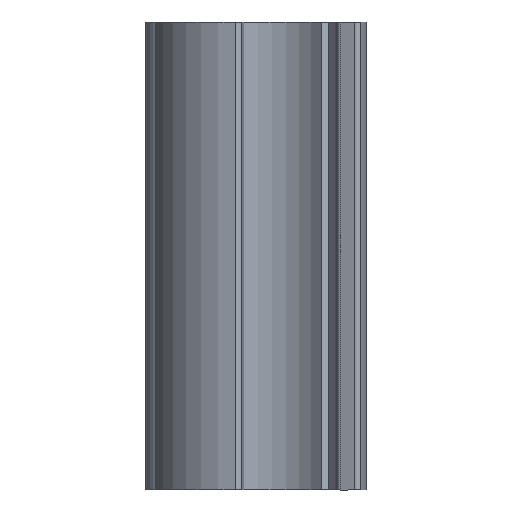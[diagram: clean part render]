
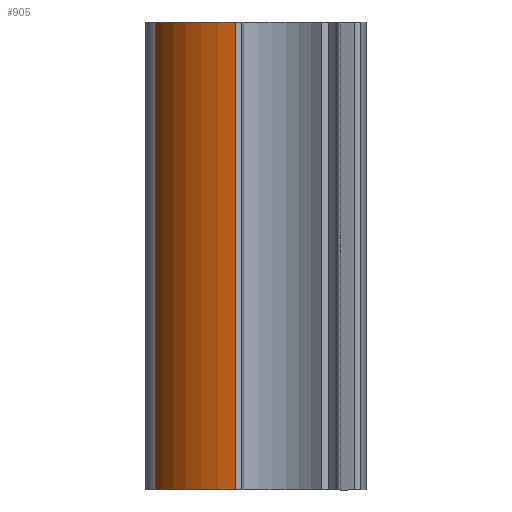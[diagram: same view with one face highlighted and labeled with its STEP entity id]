
A CAD part, front view. The second image highlights one B-rep face of the part: STEP entity #905.
In plain terms, the highlighted cylindrical face has radius 6.5 mm (diameter 13 mm), a partial arc.
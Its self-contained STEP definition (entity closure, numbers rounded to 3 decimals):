
#19 = CARTESIAN_POINT ( 'NONE',  ( 0., 0., -14. ) ) ;
#20 = CIRCLE ( 'NONE', #603, 6.5 ) ;
#39 = FACE_OUTER_BOUND ( 'NONE', #77, .T. ) ;
#77 = EDGE_LOOP ( 'NONE', ( #454, #170, #1225, #1382 ) ) ;
#119 = DIRECTION ( 'NONE',  ( 0., 0., 1. ) ) ;
#168 = EDGE_CURVE ( 'NONE', #347, #535, #532, .T. ) ;
#170 = ORIENTED_EDGE ( 'NONE', *, *, #714, .T. ) ;
#196 = CARTESIAN_POINT ( 'NONE',  ( -1.326, -6.363, 14. ) ) ;
#223 = DIRECTION ( 'NONE',  ( 0., 0., 1. ) ) ;
#347 = VERTEX_POINT ( 'NONE', #755 ) ;
#352 = DIRECTION ( 'NONE',  ( 1., 0., 0. ) ) ;
#415 = CYLINDRICAL_SURFACE ( 'NONE', #871, 6.5 ) ;
#432 = DIRECTION ( 'NONE',  ( 0., 0., -1. ) ) ;
#454 = ORIENTED_EDGE ( 'NONE', *, *, #1125, .T. ) ;
#455 = VECTOR ( 'NONE', #223, 1000. ) ;
#484 = CARTESIAN_POINT ( 'NONE',  ( 0., 0., 0. ) ) ;
#518 = DIRECTION ( 'NONE',  ( 1., 0., 0. ) ) ;
#532 = LINE ( 'NONE', #1500, #455 ) ;
#535 = VERTEX_POINT ( 'NONE', #196 ) ;
#562 = EDGE_CURVE ( 'NONE', #1464, #535, #1005, .T. ) ;
#564 = DIRECTION ( 'NONE',  ( 1., 0., 0. ) ) ;
#603 = AXIS2_PLACEMENT_3D ( 'NONE', #19, #119, #352 ) ;
#714 = EDGE_CURVE ( 'NONE', #1205, #347, #20, .T. ) ;
#755 = CARTESIAN_POINT ( 'NONE',  ( -1.326, -6.363, -14. ) ) ;
#842 = VECTOR ( 'NONE', #432, 1000. ) ;
#871 = AXIS2_PLACEMENT_3D ( 'NONE', #484, #1298, #518 ) ;
#905 = ADVANCED_FACE ( 'NONE', ( #39 ), #415, .T. ) ;
#947 = CARTESIAN_POINT ( 'NONE',  ( -6.123, -2.181, 14. ) ) ;
#1005 = CIRCLE ( 'NONE', #1406, 6.5 ) ;
#1033 = LINE ( 'NONE', #1122, #842 ) ;
#1122 = CARTESIAN_POINT ( 'NONE',  ( -6.123, -2.181, 0. ) ) ;
#1125 = EDGE_CURVE ( 'NONE', #1464, #1205, #1033, .T. ) ;
#1141 = DIRECTION ( 'NONE',  ( 0., 0., 1. ) ) ;
#1205 = VERTEX_POINT ( 'NONE', #1369 ) ;
#1225 = ORIENTED_EDGE ( 'NONE', *, *, #168, .T. ) ;
#1264 = CARTESIAN_POINT ( 'NONE',  ( 0., 0., 14. ) ) ;
#1298 = DIRECTION ( 'NONE',  ( 0., 0., 1. ) ) ;
#1369 = CARTESIAN_POINT ( 'NONE',  ( -6.123, -2.181, -14. ) ) ;
#1382 = ORIENTED_EDGE ( 'NONE', *, *, #562, .F. ) ;
#1406 = AXIS2_PLACEMENT_3D ( 'NONE', #1264, #1141, #564 ) ;
#1464 = VERTEX_POINT ( 'NONE', #947 ) ;
#1500 = CARTESIAN_POINT ( 'NONE',  ( -1.326, -6.363, 0. ) ) ;
